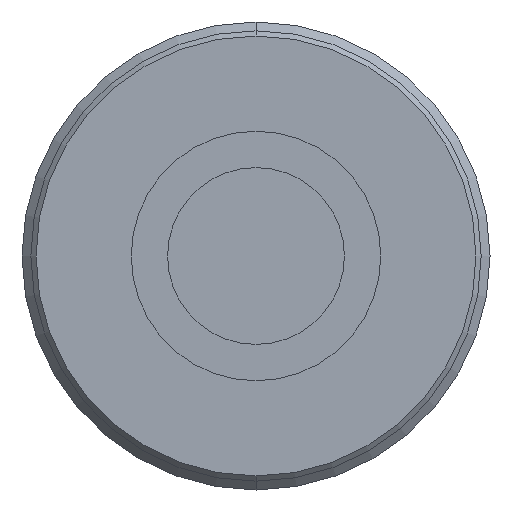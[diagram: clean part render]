
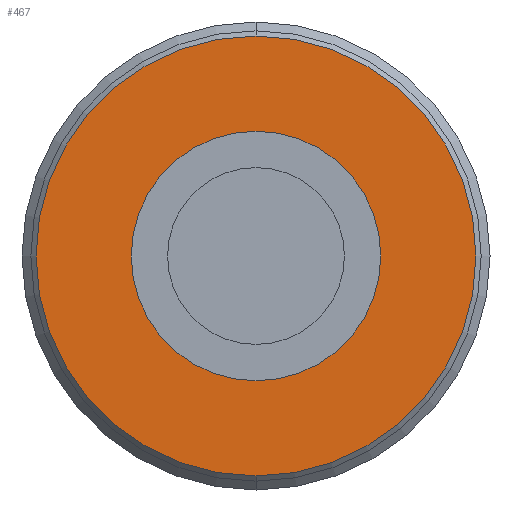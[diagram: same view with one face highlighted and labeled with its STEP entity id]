
A CAD part, front view. The second image highlights one B-rep face of the part: STEP entity #467.
In plain terms, the highlighted planar face has unit normal (0, -1, 0).
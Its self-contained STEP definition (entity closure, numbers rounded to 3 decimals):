
#289 = CARTESIAN_POINT ( 'NONE',  ( 0., 0.5, 12. ) ) ;
#290 = CARTESIAN_POINT ( 'NONE',  ( 0., 0.5, -12. ) ) ;
#294 = CARTESIAN_POINT ( 'NONE',  ( 0., 0.5, 21.15 ) ) ;
#295 = CARTESIAN_POINT ( 'NONE',  ( 0., 0.5, -21.15 ) ) ;
#467 = ADVANCED_FACE ( 'NONE', ( #2124, #2128 ), #930, .T. ) ;
#582 = DIRECTION ( 'NONE',  ( 0., 0., -1. ) ) ;
#583 = DIRECTION ( 'NONE',  ( 0., -1., 0. ) ) ;
#585 = CARTESIAN_POINT ( 'NONE',  ( 0., 0.5, 0. ) ) ;
#621 = DIRECTION ( 'NONE',  ( 0., 0., -1. ) ) ;
#622 = DIRECTION ( 'NONE',  ( 0., -1., 0. ) ) ;
#623 = CARTESIAN_POINT ( 'NONE',  ( 0., 0.5, 0. ) ) ;
#841 = DIRECTION ( 'NONE',  ( 0., 0., -1. ) ) ;
#842 = DIRECTION ( 'NONE',  ( 0., -1., 0. ) ) ;
#843 = CARTESIAN_POINT ( 'NONE',  ( 0., 0.5, 0. ) ) ;
#844 = DIRECTION ( 'NONE',  ( 0., 0., -1. ) ) ;
#845 = DIRECTION ( 'NONE',  ( 0., -1., 0. ) ) ;
#846 = CARTESIAN_POINT ( 'NONE',  ( 0., 0.5, 0. ) ) ;
#927 = DIRECTION ( 'NONE',  ( 0., 0., -1. ) ) ;
#928 = DIRECTION ( 'NONE',  ( 0., -1., 0. ) ) ;
#930 = PLANE ( 'NONE',  #1167 ) ;
#936 = CARTESIAN_POINT ( 'NONE',  ( 0., 0.5, 0. ) ) ;
#1167 = AXIS2_PLACEMENT_3D ( 'NONE', #936, #928, #927 ) ;
#1224 = EDGE_CURVE ( 'NONE', #1910, #1909, #2161, .T. ) ;
#1225 = EDGE_CURVE ( 'NONE', #1915, #1914, #2162, .T. ) ;
#1348 = EDGE_CURVE ( 'NONE', #1909, #1910, #1573, .T. ) ;
#1355 = EDGE_CURVE ( 'NONE', #1914, #1915, #1590, .T. ) ;
#1573 = CIRCLE ( 'NONE', #2549, 21.15 ) ;
#1590 = CIRCLE ( 'NONE', #2543, 12. ) ;
#1875 = EDGE_LOOP ( 'NONE', ( #1953, #1954 ) ) ;
#1877 = EDGE_LOOP ( 'NONE', ( #1952, #1939 ) ) ;
#1909 = VERTEX_POINT ( 'NONE', #295 ) ;
#1910 = VERTEX_POINT ( 'NONE', #294 ) ;
#1914 = VERTEX_POINT ( 'NONE', #290 ) ;
#1915 = VERTEX_POINT ( 'NONE', #289 ) ;
#1939 = ORIENTED_EDGE ( 'NONE', *, *, #1225, .F. ) ;
#1952 = ORIENTED_EDGE ( 'NONE', *, *, #1355, .F. ) ;
#1953 = ORIENTED_EDGE ( 'NONE', *, *, #1224, .T. ) ;
#1954 = ORIENTED_EDGE ( 'NONE', *, *, #1348, .T. ) ;
#2124 = FACE_OUTER_BOUND ( 'NONE', #1875, .T. ) ;
#2128 = FACE_BOUND ( 'NONE', #1877, .T. ) ;
#2161 = CIRCLE ( 'NONE', #2603, 21.15 ) ;
#2162 = CIRCLE ( 'NONE', #2602, 12. ) ;
#2543 = AXIS2_PLACEMENT_3D ( 'NONE', #585, #583, #582 ) ;
#2549 = AXIS2_PLACEMENT_3D ( 'NONE', #623, #622, #621 ) ;
#2602 = AXIS2_PLACEMENT_3D ( 'NONE', #843, #842, #841 ) ;
#2603 = AXIS2_PLACEMENT_3D ( 'NONE', #846, #845, #844 ) ;
